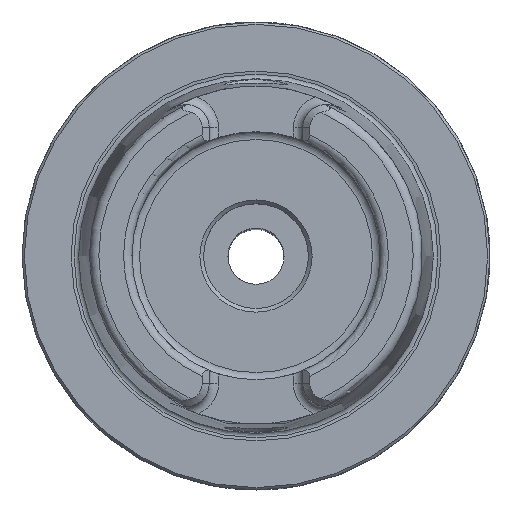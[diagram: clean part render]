
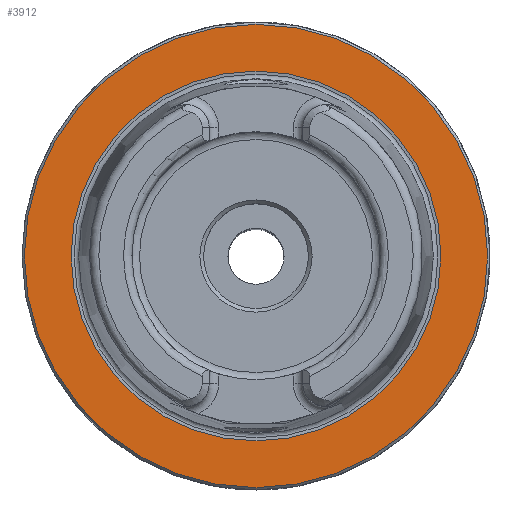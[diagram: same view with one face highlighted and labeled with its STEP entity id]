
A CAD part, top view. The second image highlights one B-rep face of the part: STEP entity #3912.
In plain terms, the highlighted planar face has unit normal (0, 0, 1).
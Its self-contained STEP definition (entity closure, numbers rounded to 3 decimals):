
#377=PLANE('',#4165);
#679=ORIENTED_EDGE('',*,*,#1222,.T.);
#680=ORIENTED_EDGE('',*,*,#1224,.F.);
#1222=EDGE_CURVE('',#1522,#1522,#1736,.T.);
#1224=EDGE_CURVE('',#1524,#1524,#1738,.T.);
#1522=VERTEX_POINT('',#5669);
#1524=VERTEX_POINT('',#5675);
#1736=CIRCLE('',#4162,49.5);
#1738=CIRCLE('',#4166,39.511);
#1941=EDGE_LOOP('',(#679));
#1942=EDGE_LOOP('',(#680));
#2245=FACE_BOUND('',#1941,.T.);
#2246=FACE_BOUND('',#1942,.T.);
#3912=ADVANCED_FACE('',(#2245,#2246),#377,.T.);
#4162=AXIS2_PLACEMENT_3D('',#5668,#4692,#4693);
#4165=AXIS2_PLACEMENT_3D('',#5673,#4698,#4699);
#4166=AXIS2_PLACEMENT_3D('',#5674,#4700,#4701);
#4692=DIRECTION('',(0.,0.,1.));
#4693=DIRECTION('',(1.,0.,0.));
#4698=DIRECTION('',(0.,0.,1.));
#4699=DIRECTION('',(1.,0.,0.));
#4700=DIRECTION('',(0.,0.,1.));
#4701=DIRECTION('',(1.,0.,0.));
#5668=CARTESIAN_POINT('',(0.,0.,0.));
#5669=CARTESIAN_POINT('',(49.5,0.,0.));
#5673=CARTESIAN_POINT('',(49.5,0.,0.));
#5674=CARTESIAN_POINT('',(0.,0.,0.));
#5675=CARTESIAN_POINT('',(39.511,0.,0.));
